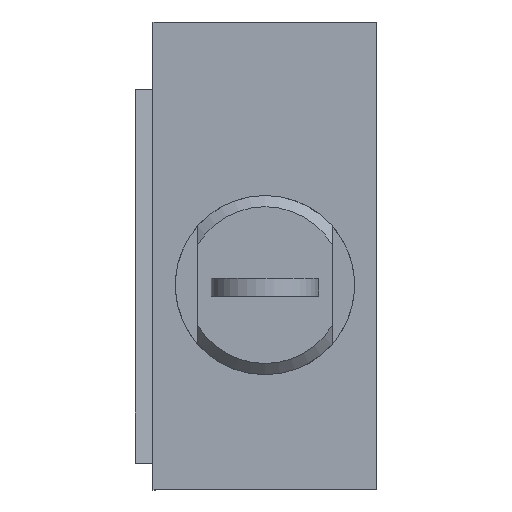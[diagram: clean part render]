
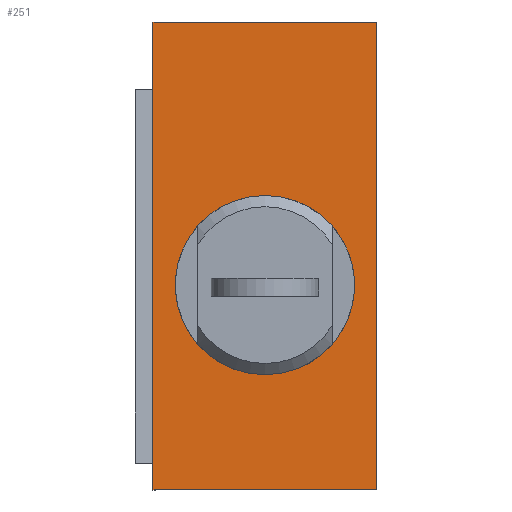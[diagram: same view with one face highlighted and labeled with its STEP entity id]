
A CAD part, front view. The second image highlights one B-rep face of the part: STEP entity #251.
In plain terms, the highlighted planar face has unit normal (0, -1, 0).
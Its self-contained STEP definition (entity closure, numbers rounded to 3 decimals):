
#251 = ADVANCED_FACE( '', ( #528, #529 ), #530, .F. );
#528 = FACE_OUTER_BOUND( '', #823, .T. );
#529 = FACE_BOUND( '', #824, .T. );
#530 = PLANE( '', #825 );
#823 = EDGE_LOOP( '', ( #1504, #1505, #1506, #1507 ) );
#824 = EDGE_LOOP( '', ( #1508 ) );
#825 = AXIS2_PLACEMENT_3D( '', #1509, #1510, #1511 );
#1504 = ORIENTED_EDGE( '', *, *, #1785, .F. );
#1505 = ORIENTED_EDGE( '', *, *, #1981, .T. );
#1506 = ORIENTED_EDGE( '', *, *, #1979, .T. );
#1507 = ORIENTED_EDGE( '', *, *, #1954, .T. );
#1508 = ORIENTED_EDGE( '', *, *, #1766, .F. );
#1509 = CARTESIAN_POINT( '', ( 0., -3.5, 0. ) );
#1510 = DIRECTION( '', ( 0., 1., 0. ) );
#1511 = DIRECTION( '', ( 1., 0., 0. ) );
#1766 = EDGE_CURVE( '', #2128, #2128, #2129, .T. );
#1785 = EDGE_CURVE( '', #2159, #2162, #2163, .T. );
#1954 = EDGE_CURVE( '', #2407, #2162, #2408, .T. );
#1979 = EDGE_CURVE( '', #2429, #2407, #2435, .T. );
#1981 = EDGE_CURVE( '', #2159, #2429, #2437, .T. );
#2128 = VERTEX_POINT( '', #2631 );
#2129 = CIRCLE( '', #2632, 4. );
#2159 = VERTEX_POINT( '', #2676 );
#2162 = VERTEX_POINT( '', #2680 );
#2163 = LINE( '', #2681, #2682 );
#2407 = VERTEX_POINT( '', #3037 );
#2408 = LINE( '', #3038, #3039 );
#2429 = VERTEX_POINT( '', #3072 );
#2435 = LINE( '', #3081, #3082 );
#2437 = LINE( '', #3084, #3085 );
#2631 = CARTESIAN_POINT( '', ( -9., -3.5, -11.75 ) );
#2632 = AXIS2_PLACEMENT_3D( '', #3223, #3224, #3225 );
#2676 = CARTESIAN_POINT( '', ( -10., -3.5, -20.9 ) );
#2680 = CARTESIAN_POINT( '', ( -10., -3.5, 0. ) );
#2681 = CARTESIAN_POINT( '', ( -10., -3.5, 0. ) );
#2682 = VECTOR( '', #3241, 1000. );
#3037 = CARTESIAN_POINT( '', ( 0., -3.5, 0. ) );
#3038 = CARTESIAN_POINT( '', ( 0., -3.5, 0. ) );
#3039 = VECTOR( '', #3395, 1000. );
#3072 = CARTESIAN_POINT( '', ( 0., -3.5, -20.9 ) );
#3081 = CARTESIAN_POINT( '', ( 0., -3.5, 0. ) );
#3082 = VECTOR( '', #3411, 1000. );
#3084 = CARTESIAN_POINT( '', ( -10., -3.5, -20.9 ) );
#3085 = VECTOR( '', #3412, 1000. );
#3223 = CARTESIAN_POINT( '', ( -5., -3.5, -11.75 ) );
#3224 = DIRECTION( '', ( 0., -1., 0. ) );
#3225 = DIRECTION( '', ( -1., 0., 0. ) );
#3241 = DIRECTION( '', ( 0., 0., 1. ) );
#3395 = DIRECTION( '', ( -1., 0., 0. ) );
#3411 = DIRECTION( '', ( 0., 0., 1. ) );
#3412 = DIRECTION( '', ( 1., 0., 0. ) );
